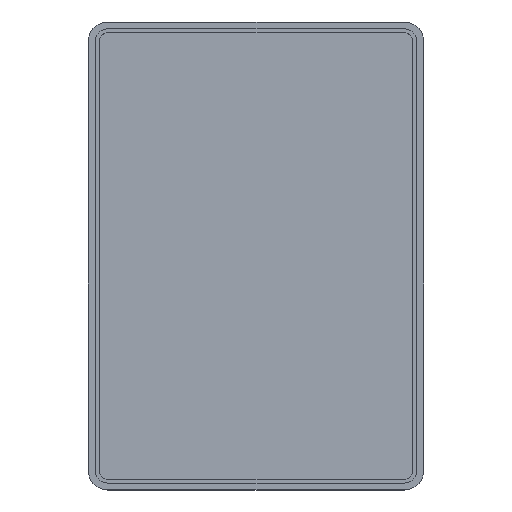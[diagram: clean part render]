
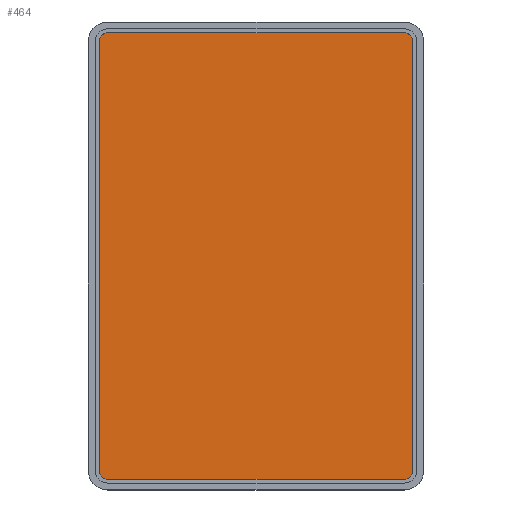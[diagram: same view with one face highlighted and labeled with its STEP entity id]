
A CAD part, top view. The second image highlights one B-rep face of the part: STEP entity #464.
In plain terms, the highlighted planar face has unit normal (0, 0, 1).
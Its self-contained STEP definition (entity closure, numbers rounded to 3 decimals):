
#4 = ORIENTED_EDGE ( 'NONE', *, *, #450, .F. ) ;
#6 = VECTOR ( 'NONE', #23, 1000. ) ;
#8 = CARTESIAN_POINT ( 'NONE',  ( -40.25, -55., 2.75 ) ) ;
#17 = DIRECTION ( 'NONE',  ( 0., 0., -1. ) ) ;
#23 = DIRECTION ( 'NONE',  ( -1., 0., 0. ) ) ;
#33 = DIRECTION ( 'NONE',  ( 0., 0., 1. ) ) ;
#78 = CIRCLE ( 'NONE', #994, 2.25 ) ;
#84 = DIRECTION ( 'NONE',  ( -1., 0., 0. ) ) ;
#119 = CARTESIAN_POINT ( 'NONE',  ( 38., 55., 2.75 ) ) ;
#134 = CARTESIAN_POINT ( 'NONE',  ( 40.25, -55., 2.75 ) ) ;
#155 = VECTOR ( 'NONE', #686, 1000. ) ;
#174 = CARTESIAN_POINT ( 'NONE',  ( 40.25, 55., 2.75 ) ) ;
#175 = CIRCLE ( 'NONE', #671, 2.25 ) ;
#199 = DIRECTION ( 'NONE',  ( 1., 0., 0. ) ) ;
#213 = VERTEX_POINT ( 'NONE', #465 ) ;
#214 = CARTESIAN_POINT ( 'NONE',  ( -38., 57.25, 2.75 ) ) ;
#250 = EDGE_LOOP ( 'NONE', ( #557, #835, #4, #759, #588, #1081, #479, #1026 ) ) ;
#260 = CARTESIAN_POINT ( 'NONE',  ( -38., 55., 2.75 ) ) ;
#266 = CARTESIAN_POINT ( 'NONE',  ( -38., -55., 2.75 ) ) ;
#280 = DIRECTION ( 'NONE',  ( -1., 0., 0. ) ) ;
#302 = LINE ( 'NONE', #463, #993 ) ;
#323 = EDGE_CURVE ( 'NONE', #420, #213, #1098, .T. ) ;
#370 = DIRECTION ( 'NONE',  ( 0., 0., 1. ) ) ;
#375 = DIRECTION ( 'NONE',  ( 0., -1., 0. ) ) ;
#397 = VERTEX_POINT ( 'NONE', #666 ) ;
#409 = AXIS2_PLACEMENT_3D ( 'NONE', #119, #33, #648 ) ;
#416 = EDGE_CURVE ( 'NONE', #439, #669, #1080, .T. ) ;
#420 = VERTEX_POINT ( 'NONE', #8 ) ;
#439 = VERTEX_POINT ( 'NONE', #788 ) ;
#449 = DIRECTION ( 'NONE',  ( -1., 0., 0. ) ) ;
#450 = EDGE_CURVE ( 'NONE', #213, #970, #78, .T. ) ;
#458 = DIRECTION ( 'NONE',  ( 0., 0., -1. ) ) ;
#459 = EDGE_CURVE ( 'NONE', #675, #420, #175, .T. ) ;
#463 = CARTESIAN_POINT ( 'NONE',  ( -43., 57.25, 2.75 ) ) ;
#464 = ADVANCED_FACE ( 'NONE', ( #605 ), #945, .F. ) ;
#465 = CARTESIAN_POINT ( 'NONE',  ( -40.25, 55., 2.75 ) ) ;
#479 = ORIENTED_EDGE ( 'NONE', *, *, #416, .T. ) ;
#501 = CARTESIAN_POINT ( 'NONE',  ( -40.25, -60., 2.75 ) ) ;
#503 = EDGE_CURVE ( 'NONE', #439, #675, #797, .T. ) ;
#557 = ORIENTED_EDGE ( 'NONE', *, *, #979, .T. ) ;
#588 = ORIENTED_EDGE ( 'NONE', *, *, #459, .F. ) ;
#601 = EDGE_CURVE ( 'NONE', #970, #397, #302, .T. ) ;
#605 = FACE_OUTER_BOUND ( 'NONE', #250, .T. ) ;
#648 = DIRECTION ( 'NONE',  ( -1., 0., 0. ) ) ;
#666 = CARTESIAN_POINT ( 'NONE',  ( 38., 57.25, 2.75 ) ) ;
#669 = VERTEX_POINT ( 'NONE', #134 ) ;
#671 = AXIS2_PLACEMENT_3D ( 'NONE', #266, #17, #449 ) ;
#675 = VERTEX_POINT ( 'NONE', #722 ) ;
#686 = DIRECTION ( 'NONE',  ( 0., 1., 0. ) ) ;
#692 = CARTESIAN_POINT ( 'NONE',  ( 38., -55., 2.75 ) ) ;
#705 = DIRECTION ( 'NONE',  ( 0., 0., -1. ) ) ;
#710 = CARTESIAN_POINT ( 'NONE',  ( 40.25, -60., 2.75 ) ) ;
#715 = VECTOR ( 'NONE', #375, 1000. ) ;
#722 = CARTESIAN_POINT ( 'NONE',  ( -38., -57.25, 2.75 ) ) ;
#759 = ORIENTED_EDGE ( 'NONE', *, *, #323, .F. ) ;
#778 = CARTESIAN_POINT ( 'NONE',  ( -43., -57.25, 2.75 ) ) ;
#788 = CARTESIAN_POINT ( 'NONE',  ( 38., -57.25, 2.75 ) ) ;
#797 = LINE ( 'NONE', #778, #6 ) ;
#835 = ORIENTED_EDGE ( 'NONE', *, *, #601, .F. ) ;
#854 = VERTEX_POINT ( 'NONE', #174 ) ;
#927 = EDGE_CURVE ( 'NONE', #854, #669, #1059, .T. ) ;
#945 = PLANE ( 'NONE',  #1062 ) ;
#946 = AXIS2_PLACEMENT_3D ( 'NONE', #692, #370, #84 ) ;
#950 = CARTESIAN_POINT ( 'NONE',  ( 0., 0., 2.75 ) ) ;
#964 = DIRECTION ( 'NONE',  ( -1., 0., 0. ) ) ;
#970 = VERTEX_POINT ( 'NONE', #214 ) ;
#979 = EDGE_CURVE ( 'NONE', #854, #397, #998, .T. ) ;
#993 = VECTOR ( 'NONE', #199, 1000. ) ;
#994 = AXIS2_PLACEMENT_3D ( 'NONE', #260, #458, #964 ) ;
#998 = CIRCLE ( 'NONE', #409, 2.25 ) ;
#1026 = ORIENTED_EDGE ( 'NONE', *, *, #927, .F. ) ;
#1059 = LINE ( 'NONE', #710, #715 ) ;
#1062 = AXIS2_PLACEMENT_3D ( 'NONE', #950, #705, #280 ) ;
#1080 = CIRCLE ( 'NONE', #946, 2.25 ) ;
#1081 = ORIENTED_EDGE ( 'NONE', *, *, #503, .F. ) ;
#1098 = LINE ( 'NONE', #501, #155 ) ;
